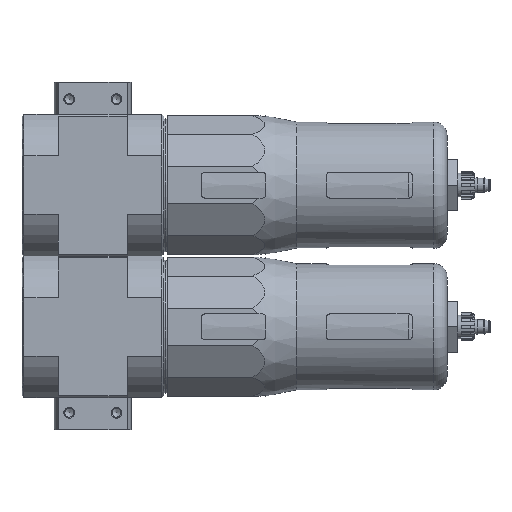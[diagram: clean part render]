
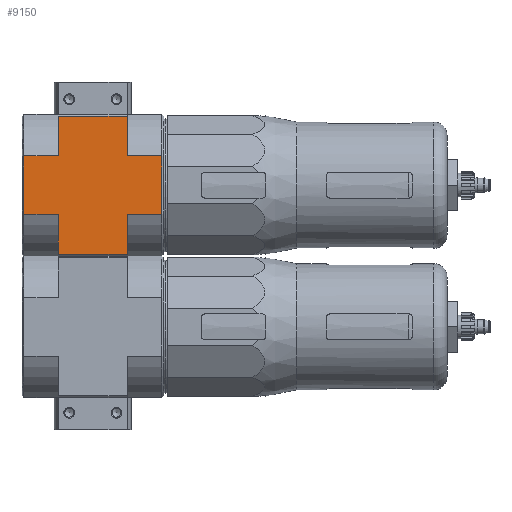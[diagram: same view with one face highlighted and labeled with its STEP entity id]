
A CAD part, left-side view. The second image highlights one B-rep face of the part: STEP entity #9150.
In plain terms, the highlighted face is planar.
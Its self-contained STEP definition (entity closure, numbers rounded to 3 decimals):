
#1731=ORIENTED_EDGE('',*,*,#4047,.T.);
#1732=ORIENTED_EDGE('',*,*,#4048,.F.);
#1733=ORIENTED_EDGE('',*,*,#4049,.T.);
#1734=ORIENTED_EDGE('',*,*,#4050,.F.);
#1735=ORIENTED_EDGE('',*,*,#3997,.T.);
#1736=ORIENTED_EDGE('',*,*,#4051,.T.);
#1737=ORIENTED_EDGE('',*,*,#4052,.F.);
#1738=ORIENTED_EDGE('',*,*,#4053,.T.);
#1739=ORIENTED_EDGE('',*,*,#4054,.F.);
#1740=ORIENTED_EDGE('',*,*,#4055,.T.);
#1741=ORIENTED_EDGE('',*,*,#3999,.F.);
#1742=ORIENTED_EDGE('',*,*,#4056,.F.);
#3997=EDGE_CURVE('',#5217,#5219,#6092,.T.);
#3999=EDGE_CURVE('',#5220,#5222,#6094,.T.);
#4047=EDGE_CURVE('',#5263,#5264,#6131,.F.);
#4048=EDGE_CURVE('',#5265,#5264,#6132,.T.);
#4049=EDGE_CURVE('',#5265,#5266,#6133,.T.);
#4050=EDGE_CURVE('',#5217,#5266,#6134,.T.);
#4051=EDGE_CURVE('',#5219,#5267,#6135,.T.);
#4052=EDGE_CURVE('',#5268,#5267,#6136,.T.);
#4053=EDGE_CURVE('',#5268,#5269,#6137,.T.);
#4054=EDGE_CURVE('',#5270,#5269,#6138,.F.);
#4055=EDGE_CURVE('',#5270,#5222,#6139,.T.);
#4056=EDGE_CURVE('',#5263,#5220,#6140,.T.);
#5217=VERTEX_POINT('',#16506);
#5219=VERTEX_POINT('',#16510);
#5220=VERTEX_POINT('',#16514);
#5222=VERTEX_POINT('',#16517);
#5263=VERTEX_POINT('',#16611);
#5264=VERTEX_POINT('',#16612);
#5265=VERTEX_POINT('',#16614);
#5266=VERTEX_POINT('',#16616);
#5267=VERTEX_POINT('',#16619);
#5268=VERTEX_POINT('',#16621);
#5269=VERTEX_POINT('',#16623);
#5270=VERTEX_POINT('',#16625);
#6092=LINE('',#16511,#6708);
#6094=LINE('',#16516,#6710);
#6131=LINE('',#16610,#6747);
#6132=LINE('',#16613,#6748);
#6133=LINE('',#16615,#6749);
#6134=LINE('',#16617,#6750);
#6135=LINE('',#16618,#6751);
#6136=LINE('',#16620,#6752);
#6137=LINE('',#16622,#6753);
#6138=LINE('',#16624,#6754);
#6139=LINE('',#16626,#6755);
#6140=LINE('',#16627,#6756);
#6708=VECTOR('',#13869,1000.);
#6710=VECTOR('',#13873,1000.);
#6747=VECTOR('',#13942,1000.);
#6748=VECTOR('',#13943,1000.);
#6749=VECTOR('',#13944,1000.);
#6750=VECTOR('',#13945,1000.);
#6751=VECTOR('',#13946,1000.);
#6752=VECTOR('',#13947,1000.);
#6753=VECTOR('',#13948,1000.);
#6754=VECTOR('',#13949,1000.);
#6755=VECTOR('',#13950,1000.);
#6756=VECTOR('',#13951,1000.);
#7350=EDGE_LOOP('',(#1731,#1732,#1733,#1734,#1735,#1736,#1737,#1738,#1739,
#1740,#1741,#1742));
#8139=FACE_BOUND('',#7350,.T.);
#8790=PLANE('',#12414);
#9150=ADVANCED_FACE('',(#8139),#8790,.F.);
#12414=AXIS2_PLACEMENT_3D('',#16609,#13940,#13941);
#13869=DIRECTION('',(0.,-1.,0.));
#13873=DIRECTION('',(0.,-1.,0.));
#13940=DIRECTION('',(0.,0.,1.));
#13941=DIRECTION('',(1.,0.,0.));
#13942=DIRECTION('',(0.,-1.,0.));
#13943=DIRECTION('',(-1.,0.,0.));
#13944=DIRECTION('',(0.,-1.,0.));
#13945=DIRECTION('',(-1.,0.,0.));
#13946=DIRECTION('',(-1.,0.,0.));
#13947=DIRECTION('',(0.,1.,0.));
#13948=DIRECTION('',(-1.,0.,0.));
#13949=DIRECTION('',(0.,1.,0.));
#13950=DIRECTION('',(-1.,0.,0.));
#13951=DIRECTION('',(-1.,0.,0.));
#16506=CARTESIAN_POINT('',(32.2,16.,-33.));
#16510=CARTESIAN_POINT('',(32.2,-16.,-33.));
#16511=CARTESIAN_POINT('',(32.2,33.,-33.));
#16514=CARTESIAN_POINT('',(-32.2,16.,-33.));
#16516=CARTESIAN_POINT('',(-32.2,33.,-33.));
#16517=CARTESIAN_POINT('',(-32.2,-16.,-33.));
#16609=CARTESIAN_POINT('',(32.2,33.,-33.));
#16610=CARTESIAN_POINT('',(-13.619,36.,-33.));
#16611=CARTESIAN_POINT('',(-13.619,16.,-33.));
#16612=CARTESIAN_POINT('',(-13.619,32.2,-33.));
#16613=CARTESIAN_POINT('',(33.,32.2,-33.));
#16614=CARTESIAN_POINT('',(13.619,32.2,-33.));
#16615=CARTESIAN_POINT('',(13.619,36.,-33.));
#16616=CARTESIAN_POINT('',(13.619,16.,-33.));
#16617=CARTESIAN_POINT('',(32.2,16.,-33.));
#16618=CARTESIAN_POINT('',(32.2,-16.,-33.));
#16619=CARTESIAN_POINT('',(13.619,-16.,-33.));
#16620=CARTESIAN_POINT('',(13.619,-36.,-33.));
#16621=CARTESIAN_POINT('',(13.619,-32.2,-33.));
#16622=CARTESIAN_POINT('',(33.,-32.2,-33.));
#16623=CARTESIAN_POINT('',(-13.619,-32.2,-33.));
#16624=CARTESIAN_POINT('',(-13.619,-36.,-33.));
#16625=CARTESIAN_POINT('',(-13.619,-16.,-33.));
#16626=CARTESIAN_POINT('',(32.2,-16.,-33.));
#16627=CARTESIAN_POINT('',(32.2,16.,-33.));
